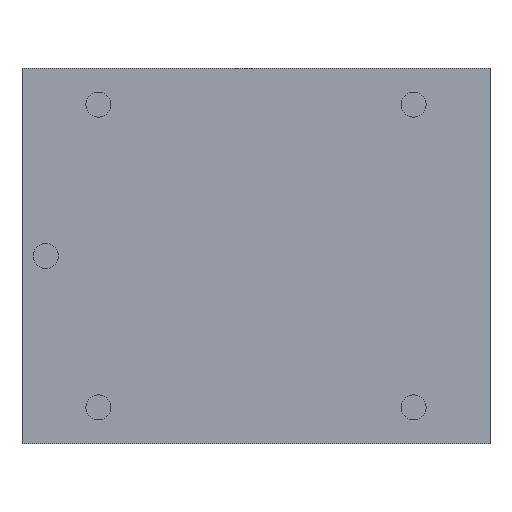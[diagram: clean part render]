
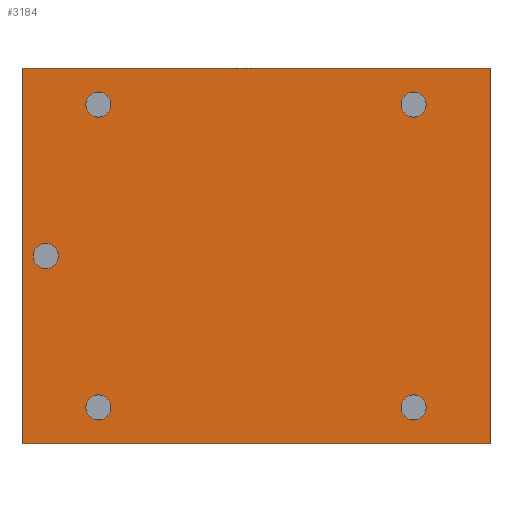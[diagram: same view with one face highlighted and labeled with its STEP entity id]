
A CAD part, front view. The second image highlights one B-rep face of the part: STEP entity #3184.
In plain terms, the highlighted planar face has unit normal (0, -1, 0).
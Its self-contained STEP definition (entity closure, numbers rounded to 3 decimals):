
#59 = CARTESIAN_POINT ( 'NONE',  ( 15.65, 0., -0.95 ) ) ;
#95 = LINE ( 'NONE', #2854, #3138 ) ;
#121 = ORIENTED_EDGE ( 'NONE', *, *, #860, .F. ) ;
#165 = EDGE_LOOP ( 'NONE', ( #3307, #1080, #2731, #561 ) ) ;
#176 = CARTESIAN_POINT ( 'NONE',  ( 0., 0., 0. ) ) ;
#234 = DIRECTION ( 'NONE',  ( 0., -1., 0. ) ) ;
#235 = CIRCLE ( 'NONE', #502, 0.5 ) ;
#312 = CARTESIAN_POINT ( 'NONE',  ( 3.05, 0., -1.45 ) ) ;
#446 = VERTEX_POINT ( 'NONE', #931 ) ;
#450 = DIRECTION ( 'NONE',  ( 0., 0., -1. ) ) ;
#500 = CARTESIAN_POINT ( 'NONE',  ( 0.95, 0., -7.5 ) ) ;
#502 = AXIS2_PLACEMENT_3D ( 'NONE', #957, #234, #3344 ) ;
#550 = EDGE_CURVE ( 'NONE', #2040, #446, #2117, .T. ) ;
#553 = VERTEX_POINT ( 'NONE', #2371 ) ;
#555 = CARTESIAN_POINT ( 'NONE',  ( 18.7, 0., -15. ) ) ;
#559 = EDGE_CURVE ( 'NONE', #3158, #553, #2644, .T. ) ;
#561 = ORIENTED_EDGE ( 'NONE', *, *, #943, .F. ) ;
#579 = DIRECTION ( 'NONE',  ( 0., 0., -1. ) ) ;
#609 = EDGE_CURVE ( 'NONE', #3031, #1516, #1569, .T. ) ;
#653 = DIRECTION ( 'NONE',  ( 1., 0., 0. ) ) ;
#655 = AXIS2_PLACEMENT_3D ( 'NONE', #1978, #1616, #1261 ) ;
#657 = AXIS2_PLACEMENT_3D ( 'NONE', #3376, #2337, #1976 ) ;
#678 = AXIS2_PLACEMENT_3D ( 'NONE', #312, #3413, #3075 ) ;
#682 = CARTESIAN_POINT ( 'NONE',  ( 3.05, 0., -1.45 ) ) ;
#692 = VERTEX_POINT ( 'NONE', #698 ) ;
#698 = CARTESIAN_POINT ( 'NONE',  ( 15.65, 0., -14.05 ) ) ;
#728 = ORIENTED_EDGE ( 'NONE', *, *, #2810, .F. ) ;
#771 = CIRCLE ( 'NONE', #3295, 0.5 ) ;
#784 = VERTEX_POINT ( 'NONE', #176 ) ;
#796 = DIRECTION ( 'NONE',  ( 0., 0., -1. ) ) ;
#812 = DIRECTION ( 'NONE',  ( 0., -1., 0. ) ) ;
#852 = EDGE_CURVE ( 'NONE', #692, #1081, #3168, .T. ) ;
#860 = EDGE_CURVE ( 'NONE', #1081, #692, #1850, .T. ) ;
#897 = CARTESIAN_POINT ( 'NONE',  ( 3.05, 0., -13.05 ) ) ;
#915 = EDGE_LOOP ( 'NONE', ( #3286, #1684 ) ) ;
#931 = CARTESIAN_POINT ( 'NONE',  ( 3.05, 0., -1.95 ) ) ;
#943 = EDGE_CURVE ( 'NONE', #784, #2785, #1362, .T. ) ;
#945 = CARTESIAN_POINT ( 'NONE',  ( 18.7, 0., 0. ) ) ;
#954 = AXIS2_PLACEMENT_3D ( 'NONE', #2726, #2015, #1655 ) ;
#957 = CARTESIAN_POINT ( 'NONE',  ( 15.65, 0., -1.45 ) ) ;
#1012 = CARTESIAN_POINT ( 'NONE',  ( 0., 0., 0. ) ) ;
#1015 = EDGE_LOOP ( 'NONE', ( #2379, #728 ) ) ;
#1048 = CIRCLE ( 'NONE', #2133, 0.5 ) ;
#1080 = ORIENTED_EDGE ( 'NONE', *, *, #2756, .F. ) ;
#1081 = VERTEX_POINT ( 'NONE', #3289 ) ;
#1121 = VERTEX_POINT ( 'NONE', #555 ) ;
#1154 = DIRECTION ( 'NONE',  ( 0., -1., 0. ) ) ;
#1171 = CARTESIAN_POINT ( 'NONE',  ( 0., 0., 0. ) ) ;
#1261 = DIRECTION ( 'NONE',  ( 0., 0., -1. ) ) ;
#1294 = LINE ( 'NONE', #945, #2331 ) ;
#1296 = ORIENTED_EDGE ( 'NONE', *, *, #1311, .F. ) ;
#1303 = DIRECTION ( 'NONE',  ( 0., 0., -1. ) ) ;
#1311 = EDGE_CURVE ( 'NONE', #446, #2040, #771, .T. ) ;
#1314 = CIRCLE ( 'NONE', #1510, 0.5 ) ;
#1321 = EDGE_CURVE ( 'NONE', #3364, #1485, #235, .T. ) ;
#1362 = LINE ( 'NONE', #1012, #2029 ) ;
#1478 = CARTESIAN_POINT ( 'NONE',  ( 0.95, 0., -7. ) ) ;
#1485 = VERTEX_POINT ( 'NONE', #3426 ) ;
#1490 = FACE_BOUND ( 'NONE', #3389, .T. ) ;
#1504 = VERTEX_POINT ( 'NONE', #2381 ) ;
#1510 = AXIS2_PLACEMENT_3D ( 'NONE', #2717, #2362, #2006 ) ;
#1516 = VERTEX_POINT ( 'NONE', #1478 ) ;
#1520 = PLANE ( 'NONE',  #1940 ) ;
#1569 = CIRCLE ( 'NONE', #3203, 0.5 ) ;
#1616 = DIRECTION ( 'NONE',  ( 0., -1., 0. ) ) ;
#1655 = DIRECTION ( 'NONE',  ( 0., 0., -1. ) ) ;
#1663 = DIRECTION ( 'NONE',  ( 0., -1., 0. ) ) ;
#1665 = EDGE_CURVE ( 'NONE', #2785, #1121, #1294, .T. ) ;
#1684 = ORIENTED_EDGE ( 'NONE', *, *, #609, .F. ) ;
#1713 = VECTOR ( 'NONE', #2600, 1000. ) ;
#1728 = EDGE_LOOP ( 'NONE', ( #3243, #2434 ) ) ;
#1764 = FACE_BOUND ( 'NONE', #1015, .T. ) ;
#1850 = CIRCLE ( 'NONE', #655, 0.5 ) ;
#1868 = CARTESIAN_POINT ( 'NONE',  ( 0.95, 0., -7.5 ) ) ;
#1940 = AXIS2_PLACEMENT_3D ( 'NONE', #1171, #812, #450 ) ;
#1976 = DIRECTION ( 'NONE',  ( 0., 0., -1. ) ) ;
#1978 = CARTESIAN_POINT ( 'NONE',  ( 15.65, 0., -13.55 ) ) ;
#2006 = DIRECTION ( 'NONE',  ( 0., 0., -1. ) ) ;
#2015 = DIRECTION ( 'NONE',  ( 0., -1., 0. ) ) ;
#2027 = FACE_OUTER_BOUND ( 'NONE', #165, .T. ) ;
#2029 = VECTOR ( 'NONE', #653, 1000. ) ;
#2040 = VERTEX_POINT ( 'NONE', #2076 ) ;
#2063 = CARTESIAN_POINT ( 'NONE',  ( 18.7, 0., 0. ) ) ;
#2076 = CARTESIAN_POINT ( 'NONE',  ( 3.05, 0., -0.95 ) ) ;
#2117 = CIRCLE ( 'NONE', #678, 0.5 ) ;
#2127 = CIRCLE ( 'NONE', #657, 0.5 ) ;
#2133 = AXIS2_PLACEMENT_3D ( 'NONE', #500, #2567, #2210 ) ;
#2148 = CARTESIAN_POINT ( 'NONE',  ( 0.95, 0., -8. ) ) ;
#2210 = DIRECTION ( 'NONE',  ( 0., 0., -1. ) ) ;
#2216 = FACE_BOUND ( 'NONE', #1728, .T. ) ;
#2331 = VECTOR ( 'NONE', #579, 1000. ) ;
#2337 = DIRECTION ( 'NONE',  ( 0., -1., 0. ) ) ;
#2338 = DIRECTION ( 'NONE',  ( 0., 0., -1. ) ) ;
#2362 = DIRECTION ( 'NONE',  ( 0., -1., 0. ) ) ;
#2371 = CARTESIAN_POINT ( 'NONE',  ( 3.05, 0., -14.05 ) ) ;
#2379 = ORIENTED_EDGE ( 'NONE', *, *, #559, .F. ) ;
#2381 = CARTESIAN_POINT ( 'NONE',  ( 0., 0., -15. ) ) ;
#2387 = FACE_BOUND ( 'NONE', #2672, .T. ) ;
#2389 = EDGE_CURVE ( 'NONE', #1516, #3031, #1048, .T. ) ;
#2434 = ORIENTED_EDGE ( 'NONE', *, *, #3315, .F. ) ;
#2482 = FACE_BOUND ( 'NONE', #915, .T. ) ;
#2505 = DIRECTION ( 'NONE',  ( -1., 0., 0. ) ) ;
#2567 = DIRECTION ( 'NONE',  ( 0., -1., 0. ) ) ;
#2600 = DIRECTION ( 'NONE',  ( 0., 0., 1. ) ) ;
#2644 = CIRCLE ( 'NONE', #954, 0.5 ) ;
#2671 = EDGE_CURVE ( 'NONE', #1504, #784, #3298, .T. ) ;
#2672 = EDGE_LOOP ( 'NONE', ( #3124, #1296 ) ) ;
#2691 = DIRECTION ( 'NONE',  ( 0., -1., 0. ) ) ;
#2717 = CARTESIAN_POINT ( 'NONE',  ( 15.65, 0., -1.45 ) ) ;
#2726 = CARTESIAN_POINT ( 'NONE',  ( 3.05, 0., -13.55 ) ) ;
#2731 = ORIENTED_EDGE ( 'NONE', *, *, #1665, .F. ) ;
#2756 = EDGE_CURVE ( 'NONE', #1121, #1504, #95, .T. ) ;
#2785 = VERTEX_POINT ( 'NONE', #2063 ) ;
#2810 = EDGE_CURVE ( 'NONE', #553, #3158, #2127, .T. ) ;
#2832 = AXIS2_PLACEMENT_3D ( 'NONE', #3035, #2691, #2338 ) ;
#2854 = CARTESIAN_POINT ( 'NONE',  ( 0., 0., -15. ) ) ;
#2950 = CARTESIAN_POINT ( 'NONE',  ( 0., 0., 0. ) ) ;
#3031 = VERTEX_POINT ( 'NONE', #2148 ) ;
#3035 = CARTESIAN_POINT ( 'NONE',  ( 15.65, 0., -13.55 ) ) ;
#3075 = DIRECTION ( 'NONE',  ( 0., 0., -1. ) ) ;
#3091 = ORIENTED_EDGE ( 'NONE', *, *, #852, .F. ) ;
#3124 = ORIENTED_EDGE ( 'NONE', *, *, #550, .F. ) ;
#3138 = VECTOR ( 'NONE', #2505, 1000. ) ;
#3158 = VERTEX_POINT ( 'NONE', #897 ) ;
#3168 = CIRCLE ( 'NONE', #2832, 0.5 ) ;
#3184 = ADVANCED_FACE ( 'NONE', ( #1764, #1490, #2027, #2216, #2387, #2482 ), #1520, .T. ) ;
#3203 = AXIS2_PLACEMENT_3D ( 'NONE', #1868, #1154, #796 ) ;
#3243 = ORIENTED_EDGE ( 'NONE', *, *, #1321, .F. ) ;
#3286 = ORIENTED_EDGE ( 'NONE', *, *, #2389, .F. ) ;
#3289 = CARTESIAN_POINT ( 'NONE',  ( 15.65, 0., -13.05 ) ) ;
#3295 = AXIS2_PLACEMENT_3D ( 'NONE', #682, #1663, #1303 ) ;
#3298 = LINE ( 'NONE', #2950, #1713 ) ;
#3307 = ORIENTED_EDGE ( 'NONE', *, *, #2671, .F. ) ;
#3315 = EDGE_CURVE ( 'NONE', #1485, #3364, #1314, .T. ) ;
#3344 = DIRECTION ( 'NONE',  ( 0., 0., -1. ) ) ;
#3364 = VERTEX_POINT ( 'NONE', #59 ) ;
#3376 = CARTESIAN_POINT ( 'NONE',  ( 3.05, 0., -13.55 ) ) ;
#3389 = EDGE_LOOP ( 'NONE', ( #121, #3091 ) ) ;
#3413 = DIRECTION ( 'NONE',  ( 0., -1., 0. ) ) ;
#3426 = CARTESIAN_POINT ( 'NONE',  ( 15.65, 0., -1.95 ) ) ;
